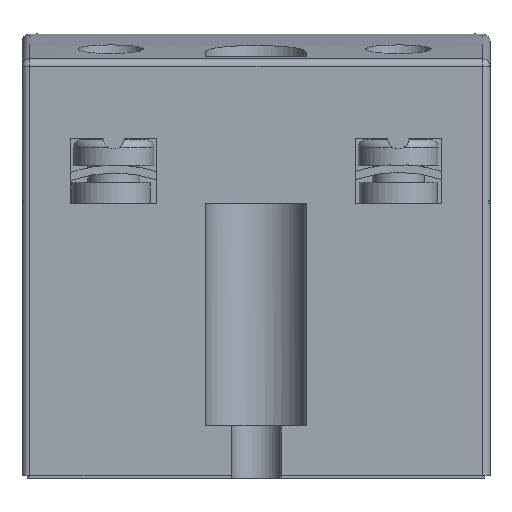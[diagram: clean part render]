
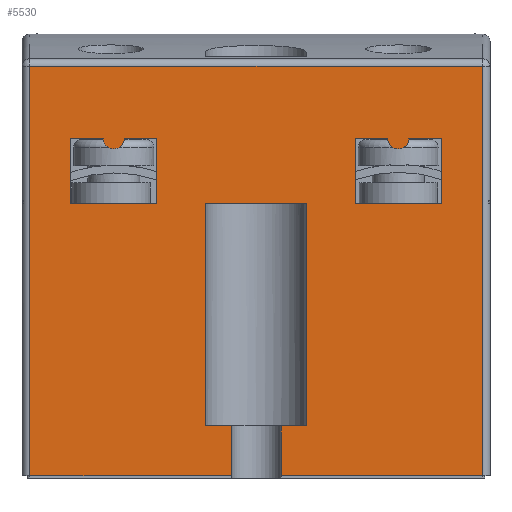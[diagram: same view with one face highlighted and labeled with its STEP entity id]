
A CAD part, front view. The second image highlights one B-rep face of the part: STEP entity #5530.
In plain terms, the highlighted planar face has unit normal (0, -1, 0).
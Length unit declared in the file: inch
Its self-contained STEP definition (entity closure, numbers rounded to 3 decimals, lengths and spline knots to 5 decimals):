
#32=FACE_BOUND('',#709,.T.);
#33=FACE_BOUND('',#710,.T.);
#161=PLANE('',#6027);
#406=FACE_OUTER_BOUND('',#708,.T.);
#708=EDGE_LOOP('',(#4162,#4163,#4164,#4165,#4166,#4167,#4168,#4169,#4170,
#4171,#4172,#4173));
#709=EDGE_LOOP('',(#4174,#4175,#4176,#4177,#4178,#4179));
#710=EDGE_LOOP('',(#4180,#4181,#4182,#4183,#4184,#4185));
#1064=LINE('',#9289,#1605);
#1085=LINE('',#9340,#1626);
#1086=LINE('',#9342,#1627);
#1087=LINE('',#9344,#1628);
#1088=LINE('',#9346,#1629);
#1089=LINE('',#9348,#1630);
#1090=LINE('',#9350,#1631);
#1091=LINE('',#9352,#1632);
#1092=LINE('',#9354,#1633);
#1093=LINE('',#9356,#1634);
#1094=LINE('',#9358,#1635);
#1095=LINE('',#9359,#1636);
#1096=LINE('',#9361,#1637);
#1097=LINE('',#9363,#1638);
#1098=LINE('',#9365,#1639);
#1099=LINE('',#9367,#1640);
#1100=LINE('',#9368,#1641);
#1101=LINE('',#9370,#1642);
#1102=LINE('',#9372,#1643);
#1103=LINE('',#9374,#1644);
#1104=LINE('',#9376,#1645);
#1105=LINE('',#9377,#1646);
#1605=VECTOR('',#6918,39.37008);
#1626=VECTOR('',#6953,39.37008);
#1627=VECTOR('',#6954,39.37008);
#1628=VECTOR('',#6955,39.37008);
#1629=VECTOR('',#6956,39.37008);
#1630=VECTOR('',#6957,39.37008);
#1631=VECTOR('',#6958,39.37008);
#1632=VECTOR('',#6959,39.37008);
#1633=VECTOR('',#6960,39.37008);
#1634=VECTOR('',#6961,39.37008);
#1635=VECTOR('',#6962,39.37008);
#1636=VECTOR('',#6963,39.37008);
#1637=VECTOR('',#6964,39.37008);
#1638=VECTOR('',#6965,39.37008);
#1639=VECTOR('',#6966,39.37008);
#1640=VECTOR('',#6967,39.37008);
#1641=VECTOR('',#6968,39.37008);
#1642=VECTOR('',#6969,39.37008);
#1643=VECTOR('',#6970,39.37008);
#1644=VECTOR('',#6971,39.37008);
#1645=VECTOR('',#6972,39.37008);
#1646=VECTOR('',#6973,39.37008);
#2106=CIRCLE('',#5893,0.04);
#2112=CIRCLE('',#5901,0.04);
#2409=VERTEX_POINT('',#8666);
#2410=VERTEX_POINT('',#8668);
#2422=VERTEX_POINT('',#8720);
#2423=VERTEX_POINT('',#8722);
#2561=VERTEX_POINT('',#9286);
#2562=VERTEX_POINT('',#9288);
#2585=VERTEX_POINT('',#9339);
#2586=VERTEX_POINT('',#9341);
#2587=VERTEX_POINT('',#9343);
#2588=VERTEX_POINT('',#9345);
#2589=VERTEX_POINT('',#9347);
#2590=VERTEX_POINT('',#9349);
#2591=VERTEX_POINT('',#9351);
#2592=VERTEX_POINT('',#9353);
#2593=VERTEX_POINT('',#9355);
#2594=VERTEX_POINT('',#9357);
#2595=VERTEX_POINT('',#9360);
#2596=VERTEX_POINT('',#9362);
#2597=VERTEX_POINT('',#9364);
#2598=VERTEX_POINT('',#9366);
#2599=VERTEX_POINT('',#9369);
#2600=VERTEX_POINT('',#9371);
#2601=VERTEX_POINT('',#9373);
#2602=VERTEX_POINT('',#9375);
#2993=EDGE_CURVE('',#2409,#2410,#2106,.T.);
#3008=EDGE_CURVE('',#2422,#2423,#2112,.T.);
#3185=EDGE_CURVE('',#2562,#2561,#1064,.T.);
#3210=EDGE_CURVE('',#2562,#2585,#1085,.T.);
#3211=EDGE_CURVE('',#2561,#2586,#1086,.T.);
#3212=EDGE_CURVE('',#2586,#2587,#1087,.T.);
#3213=EDGE_CURVE('',#2588,#2587,#1088,.T.);
#3214=EDGE_CURVE('',#2589,#2588,#1089,.T.);
#3215=EDGE_CURVE('',#2589,#2590,#1090,.T.);
#3216=EDGE_CURVE('',#2590,#2591,#1091,.T.);
#3217=EDGE_CURVE('',#2591,#2592,#1092,.T.);
#3218=EDGE_CURVE('',#2592,#2593,#1093,.T.);
#3219=EDGE_CURVE('',#2593,#2594,#1094,.T.);
#3220=EDGE_CURVE('',#2594,#2585,#1095,.T.);
#3221=EDGE_CURVE('',#2410,#2595,#1096,.T.);
#3222=EDGE_CURVE('',#2596,#2409,#1097,.T.);
#3223=EDGE_CURVE('',#2597,#2596,#1098,.T.);
#3224=EDGE_CURVE('',#2598,#2597,#1099,.T.);
#3225=EDGE_CURVE('',#2595,#2598,#1100,.T.);
#3226=EDGE_CURVE('',#2423,#2599,#1101,.T.);
#3227=EDGE_CURVE('',#2600,#2422,#1102,.T.);
#3228=EDGE_CURVE('',#2601,#2600,#1103,.T.);
#3229=EDGE_CURVE('',#2602,#2601,#1104,.T.);
#3230=EDGE_CURVE('',#2599,#2602,#1105,.T.);
#4162=ORIENTED_EDGE('',*,*,#3210,.F.);
#4163=ORIENTED_EDGE('',*,*,#3185,.T.);
#4164=ORIENTED_EDGE('',*,*,#3211,.T.);
#4165=ORIENTED_EDGE('',*,*,#3212,.T.);
#4166=ORIENTED_EDGE('',*,*,#3213,.F.);
#4167=ORIENTED_EDGE('',*,*,#3214,.F.);
#4168=ORIENTED_EDGE('',*,*,#3215,.T.);
#4169=ORIENTED_EDGE('',*,*,#3216,.T.);
#4170=ORIENTED_EDGE('',*,*,#3217,.T.);
#4171=ORIENTED_EDGE('',*,*,#3218,.T.);
#4172=ORIENTED_EDGE('',*,*,#3219,.T.);
#4173=ORIENTED_EDGE('',*,*,#3220,.T.);
#4174=ORIENTED_EDGE('',*,*,#3221,.F.);
#4175=ORIENTED_EDGE('',*,*,#2993,.F.);
#4176=ORIENTED_EDGE('',*,*,#3222,.F.);
#4177=ORIENTED_EDGE('',*,*,#3223,.F.);
#4178=ORIENTED_EDGE('',*,*,#3224,.F.);
#4179=ORIENTED_EDGE('',*,*,#3225,.F.);
#4180=ORIENTED_EDGE('',*,*,#3226,.F.);
#4181=ORIENTED_EDGE('',*,*,#3008,.F.);
#4182=ORIENTED_EDGE('',*,*,#3227,.F.);
#4183=ORIENTED_EDGE('',*,*,#3228,.F.);
#4184=ORIENTED_EDGE('',*,*,#3229,.F.);
#4185=ORIENTED_EDGE('',*,*,#3230,.F.);
#5530=ADVANCED_FACE('',(#406,#32,#33),#161,.F.);
#5893=AXIS2_PLACEMENT_3D('',#8669,#6588,#6589);
#5901=AXIS2_PLACEMENT_3D('',#8723,#6611,#6612);
#6027=AXIS2_PLACEMENT_3D('',#9338,#6951,#6952);
#6588=DIRECTION('center_axis',(0.,1.,0.));
#6589=DIRECTION('ref_axis',(0.,0.,-1.));
#6611=DIRECTION('center_axis',(0.,1.,0.));
#6612=DIRECTION('ref_axis',(0.,0.,-1.));
#6918=DIRECTION('',(0.,0.,1.));
#6951=DIRECTION('center_axis',(0.,1.,0.));
#6952=DIRECTION('ref_axis',(0.,0.,1.));
#6953=DIRECTION('',(-1.,0.,0.));
#6954=DIRECTION('',(-1.,0.,0.));
#6955=DIRECTION('',(0.,0.,-1.));
#6956=DIRECTION('',(-1.,0.,0.));
#6957=DIRECTION('',(0.,0.,-1.));
#6958=DIRECTION('',(-1.,0.,0.));
#6959=DIRECTION('',(0.,0.,1.));
#6960=DIRECTION('',(1.,0.,0.));
#6961=DIRECTION('',(0.,0.,-1.));
#6962=DIRECTION('',(-1.,0.,0.));
#6963=DIRECTION('',(0.,0.,-1.));
#6964=DIRECTION('',(-1.,0.,0.));
#6965=DIRECTION('',(-1.,0.,0.));
#6966=DIRECTION('',(0.,0.,1.));
#6967=DIRECTION('',(1.,0.,0.));
#6968=DIRECTION('',(0.,0.,-1.));
#6969=DIRECTION('',(-1.,0.,0.));
#6970=DIRECTION('',(-1.,0.,0.));
#6971=DIRECTION('',(0.,0.,1.));
#6972=DIRECTION('',(1.,0.,0.));
#6973=DIRECTION('',(0.,0.,-1.));
#8666=CARTESIAN_POINT('',(1.47898,0.,1.3));
#8668=CARTESIAN_POINT('',(1.39898,0.,1.3));
#8669=CARTESIAN_POINT('Origin',(1.43898,0.,1.3));
#8720=CARTESIAN_POINT('',(0.39102,0.,1.3));
#8722=CARTESIAN_POINT('',(0.31102,0.,1.3));
#8723=CARTESIAN_POINT('Origin',(0.35102,0.,1.3));
#9286=CARTESIAN_POINT('',(1.76,0.,1.57475));
#9288=CARTESIAN_POINT('',(1.76,0.,0.01));
#9289=CARTESIAN_POINT('',(1.76,0.,1.6));
#9338=CARTESIAN_POINT('Origin',(1.79,0.,1.6));
#9339=CARTESIAN_POINT('',(0.99104,0.,0.01));
#9340=CARTESIAN_POINT('',(-1.37749,0.,0.01));
#9341=CARTESIAN_POINT('',(0.03,0.,1.57475));
#9342=CARTESIAN_POINT('',(1.79,0.,1.57475));
#9343=CARTESIAN_POINT('',(0.03,0.,0.01));
#9344=CARTESIAN_POINT('',(0.03,0.,1.6));
#9345=CARTESIAN_POINT('',(0.80104,0.,0.01));
#9346=CARTESIAN_POINT('',(-1.37749,0.,0.01));
#9347=CARTESIAN_POINT('',(0.80104,0.,0.2));
#9348=CARTESIAN_POINT('',(0.80104,0.,0.55934));
#9349=CARTESIAN_POINT('',(0.70093,0.,0.2));
#9350=CARTESIAN_POINT('',(0.70093,0.,0.2));
#9351=CARTESIAN_POINT('',(0.70093,0.,1.05));
#9352=CARTESIAN_POINT('',(0.70093,0.,0.2));
#9353=CARTESIAN_POINT('',(1.08907,0.,1.05));
#9354=CARTESIAN_POINT('',(1.08907,0.,1.05));
#9355=CARTESIAN_POINT('',(1.08907,0.,0.2));
#9356=CARTESIAN_POINT('',(1.08907,0.,0.2));
#9357=CARTESIAN_POINT('',(0.99104,0.,0.2));
#9358=CARTESIAN_POINT('',(0.70093,0.,0.2));
#9359=CARTESIAN_POINT('',(0.99104,0.,0.55934));
#9360=CARTESIAN_POINT('',(1.27398,0.,1.3));
#9361=CARTESIAN_POINT('',(1.27398,0.,1.3));
#9362=CARTESIAN_POINT('',(1.60398,0.,1.3));
#9363=CARTESIAN_POINT('',(1.47898,0.,1.3));
#9364=CARTESIAN_POINT('',(1.60407,0.,1.05));
#9365=CARTESIAN_POINT('',(1.60398,0.,1.3));
#9366=CARTESIAN_POINT('',(1.27407,0.,1.05));
#9367=CARTESIAN_POINT('',(1.27407,0.,1.05));
#9368=CARTESIAN_POINT('',(1.27398,0.,1.3));
#9369=CARTESIAN_POINT('',(0.18602,0.,1.3));
#9370=CARTESIAN_POINT('',(0.31102,0.,1.3));
#9371=CARTESIAN_POINT('',(0.51602,0.,1.3));
#9372=CARTESIAN_POINT('',(0.51602,0.,1.3));
#9373=CARTESIAN_POINT('',(0.51593,0.,1.05));
#9374=CARTESIAN_POINT('',(0.51602,0.,1.3));
#9375=CARTESIAN_POINT('',(0.18593,0.,1.05));
#9376=CARTESIAN_POINT('',(0.51593,0.,1.05));
#9377=CARTESIAN_POINT('',(0.18602,0.,1.3));
